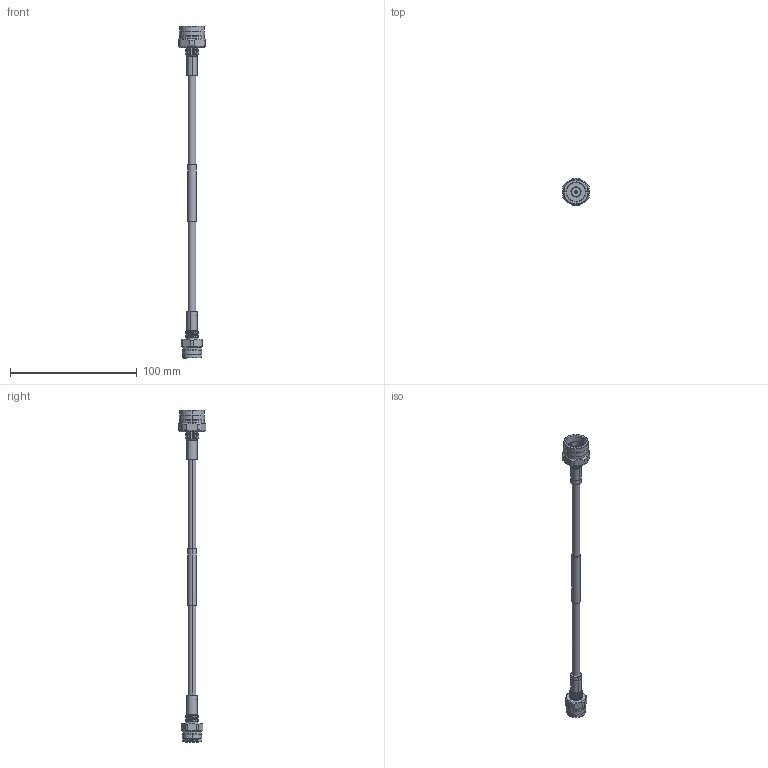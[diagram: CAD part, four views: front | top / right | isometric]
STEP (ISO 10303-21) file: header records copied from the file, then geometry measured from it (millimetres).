
FILE_DESCRIPTION (( 'STEP AP214' ), '1' );
FILE_NAME ('FMC0103245_3D.step', '2025-02-11T17:11:18', ( '' ), ( '' ), 'SwSTEP 2.0', 'SolidWorks 2022', '' );
FILE_SCHEMA (( 'AUTOMOTIVE_DESIGN' ));
Length unit declared in the file: inch
Products named in the file (12): Copy of LMR-240-UF^FMC0103245; FMC0103245_3D; Copy of TC-240-NMH-X_c-contact^Copy of TC-240-NMH-X_FMC0103245; Copy of TC-240-TM-X^FMC0103245; Copy of TC-240-TM-X_c-contact^Copy of TC-240-TM-X_FMC0103245; Copy of TC-240-TM-X_body^Copy of TC-240-TM-X_FMC0103245; Copy of TC-240-NMH-X_ferrule^Copy of TC-240-NMH-X_FMC0103245; Copy of TC-240-NMH-X^FMC0103245; Copy of TC-240-NMH-X_body^Copy of TC-240-NMH-X_FMC0103245; Copy of HeatShrink-240-DB^FMC0103245; Copy of TC-240-TM-X_ferrule^Copy of TC-240-TM-X_FMC0103245; Copy of TC-240-TM-X_insulator^Copy of TC-240-TM-X_FMC0103245
Assembly tree (12 placements, depth 3):
  FMC0103245_3D
    Copy of LMR-240-UF^FMC0103245
    Copy of TC-240-NMH-X^FMC0103245
      Copy of TC-240-NMH-X_body^Copy of TC-240-NMH-X_FMC0103245
      Copy of TC-240-NMH-X_c-contact^Copy of TC-240-NMH-X_FMC0103245
      Copy of TC-240-NMH-X_ferrule^Copy of TC-240-NMH-X_FMC0103245
    Copy of HeatShrink-240-DB^FMC0103245  x2
    Copy of TC-240-TM-X^FMC0103245
      Copy of TC-240-TM-X_body^Copy of TC-240-TM-X_FMC0103245
      Copy of TC-240-TM-X_c-contact^Copy of TC-240-TM-X_FMC0103245
      Copy of TC-240-TM-X_insulator^Copy of TC-240-TM-X_FMC0103245
      Copy of TC-240-TM-X_ferrule^Copy of TC-240-TM-X_FMC0103245
Bounding box: 20.54 x 21.98 x 262.2 mm (x, y, z)
Volume: 15795.7 mm3; surface area: 12579.8 mm2
Topology: 10 solids, 10 shells, 496 faces, 1116 edges, 670 vertices
Faces by surface type: cylinder 157, cone 136, plane 115, bspline 50, torus 38
Entity records: 16646 total; most frequent: CARTESIAN_POINT 5975, DIRECTION 2130, ORIENTED_EDGE 2076, EDGE_CURVE 1038, AXIS2_PLACEMENT_3D 877, VERTEX_POINT 634, EDGE_LOOP 510, ADVANCED_FACE 460
